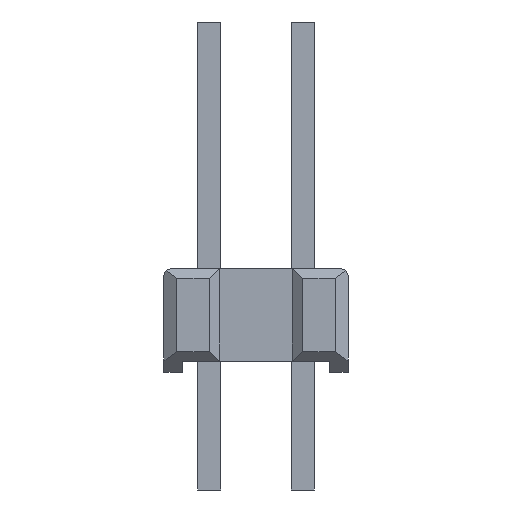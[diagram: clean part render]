
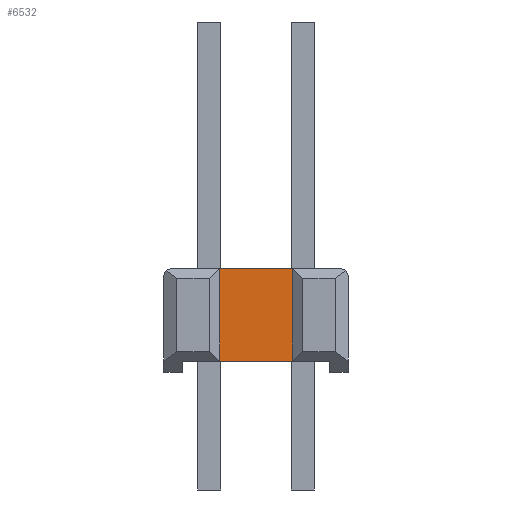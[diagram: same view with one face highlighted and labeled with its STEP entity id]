
A CAD part, left-side view. The second image highlights one B-rep face of the part: STEP entity #6532.
In plain terms, the highlighted planar face has unit normal (-1, 0, 0).
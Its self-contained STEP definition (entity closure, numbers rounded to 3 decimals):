
#166=DIRECTION('',(0.,0.,-1.));
#167=VECTOR('',#166,2.5);
#168=CARTESIAN_POINT('',(-8.64,0.977,0.));
#169=LINE('',#168,#167);
#810=DIRECTION('',(0.,1.,0.));
#811=VECTOR('',#810,1.954);
#812=CARTESIAN_POINT('',(-8.64,-0.977,0.));
#813=LINE('',#812,#811);
#1322=DIRECTION('',(0.,1.,0.));
#1323=VECTOR('',#1322,1.954);
#1324=CARTESIAN_POINT('',(-8.64,-0.977,-2.5));
#1325=LINE('',#1324,#1323);
#2214=DIRECTION('',(0.,0.,-1.));
#2215=VECTOR('',#2214,2.5);
#2216=CARTESIAN_POINT('',(-8.64,-0.977,0.));
#2217=LINE('',#2216,#2215);
#3618=CARTESIAN_POINT('',(-8.64,-0.977,-2.5));
#3619=CARTESIAN_POINT('',(-8.64,0.977,-2.5));
#3620=VERTEX_POINT('',#3618);
#3621=VERTEX_POINT('',#3619);
#3622=CARTESIAN_POINT('',(-8.64,-0.977,0.));
#3623=CARTESIAN_POINT('',(-8.64,0.977,0.));
#3624=VERTEX_POINT('',#3622);
#3625=VERTEX_POINT('',#3623);
#6521=CARTESIAN_POINT('',(-8.64,-0.977,0.));
#6522=DIRECTION('',(1.,0.,0.));
#6523=DIRECTION('',(0.,1.,0.));
#6524=AXIS2_PLACEMENT_3D('',#6521,#6522,#6523);
#6525=PLANE('',#6524);
#6526=ORIENTED_EDGE('',*,*,#5525,.T.);
#6527=ORIENTED_EDGE('',*,*,#4052,.F.);
#6528=ORIENTED_EDGE('',*,*,#4932,.F.);
#6529=ORIENTED_EDGE('',*,*,#4100,.T.);
#6530=EDGE_LOOP('',(#6526,#6527,#6528,#6529));
#6531=FACE_OUTER_BOUND('',#6530,.F.);
#4052=EDGE_CURVE('',#3625,#3621,#169,.T.);
#4100=EDGE_CURVE('',#3624,#3620,#2217,.T.);
#4932=EDGE_CURVE('',#3624,#3625,#813,.T.);
#5525=EDGE_CURVE('',#3620,#3621,#1325,.T.);
#6532=ADVANCED_FACE('',(#6531),#6525,.F.);
